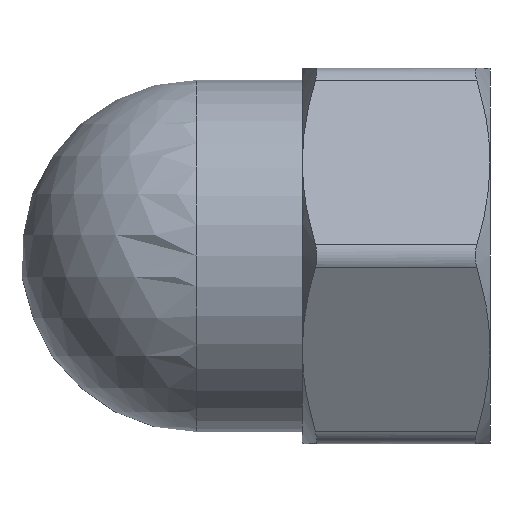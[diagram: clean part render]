
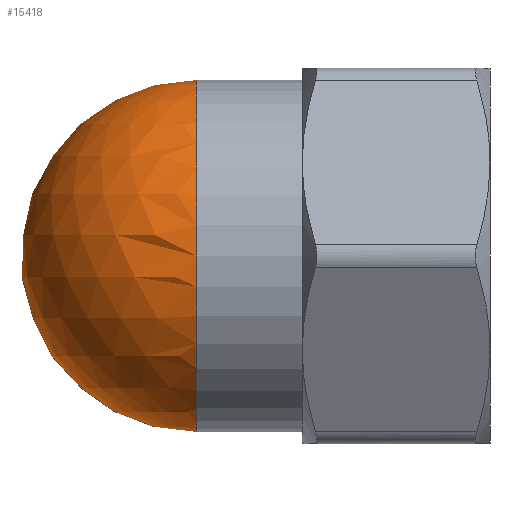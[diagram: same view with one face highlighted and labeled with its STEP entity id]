
A CAD part, left-side view. The second image highlights one B-rep face of the part: STEP entity #15418.
In plain terms, the highlighted spherical face has radius 3.75 mm.
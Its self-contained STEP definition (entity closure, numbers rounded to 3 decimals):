
#836 = EDGE_CURVE ( 'NONE', #4893, #4893, #3474, .T. ) ;
#975 = DIRECTION ( 'NONE',  ( 1., 0., 0. ) ) ;
#2370 = SPHERICAL_SURFACE ( 'NONE', #12333, 3.75 ) ;
#3474 = CIRCLE ( 'NONE', #6062, 3.75 ) ;
#4893 = VERTEX_POINT ( 'NONE', #14698 ) ;
#5720 = DIRECTION ( 'NONE',  ( -1., 0., 0. ) ) ;
#6062 = AXIS2_PLACEMENT_3D ( 'NONE', #8126, #11854, #5720 ) ;
#8126 = CARTESIAN_POINT ( 'NONE',  ( 0., 6.25, 0. ) ) ;
#10067 = ORIENTED_EDGE ( 'NONE', *, *, #836, .T. ) ;
#10730 = CARTESIAN_POINT ( 'NONE',  ( 0., 6.25, 0. ) ) ;
#11854 = DIRECTION ( 'NONE',  ( 0., 1., 0. ) ) ;
#12333 = AXIS2_PLACEMENT_3D ( 'NONE', #10730, #15633, #975 ) ;
#12667 = EDGE_LOOP ( 'NONE', ( #10067 ) ) ;
#12906 = FACE_OUTER_BOUND ( 'NONE', #12667, .T. ) ;
#14698 = CARTESIAN_POINT ( 'NONE',  ( -3.75, 6.25, 0. ) ) ;
#15418 = ADVANCED_FACE ( 'NONE', ( #12906 ), #2370, .T. ) ;
#15633 = DIRECTION ( 'NONE',  ( 0., 0., -1. ) ) ;
